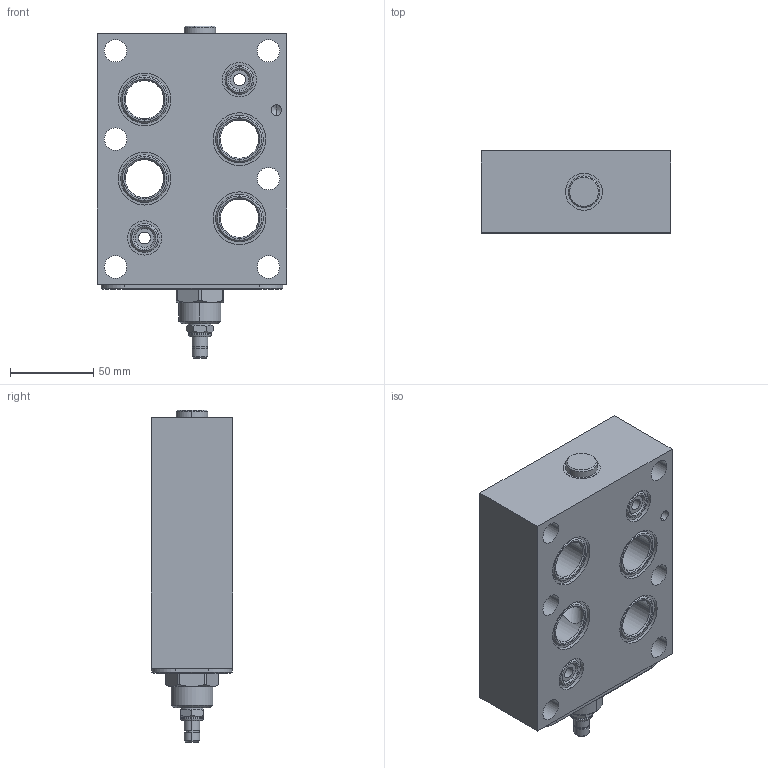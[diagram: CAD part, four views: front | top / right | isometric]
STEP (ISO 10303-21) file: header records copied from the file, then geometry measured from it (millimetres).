
FILE_DESCRIPTION((''),'2;1');
FILE_NAME('MANIFOLD_STP1_ASM','2009-07-21T',('Administrator'),(''),'PRO/ENGINEER BY PARAMETRIC TECHNOLOGY CORPORATION, 2006240','PRO/ENGINEER BY PARAMETRIC TECHNOLOGY CORPORATION, 2006240','');
FILE_SCHEMA(('CONFIG_CONTROL_DESIGN'));
Length unit declared in the file: inch
Products named in the file (3): 152593003B_PRT; RPGCLAN-CDA-T_CART_PRT; MANIFOLD_STP1_ASM
Assembly tree (2 placements, depth 2):
  MANIFOLD_STP1_ASM
    152593003B_PRT
    RPGCLAN-CDA-T_CART_PRT
Bounding box: 114.3 x 49.23 x 199.85 mm (x, y, z)
Surface area: 110366.1 mm2 (no closed solid volume)
Topology: 0 solids, 10 shells, 337 faces, 796 edges, 486 vertices
Faces by surface type: cylinder 137, cone 87, plane 68, torus 41, sphere 4
Entity records: 10760 total; most frequent: CARTESIAN_POINT 2676, DIRECTION 1851, ORIENTED_EDGE 1552, AXIS2_PLACEMENT_3D 790, EDGE_CURVE 784, VERTEX_POINT 486, CIRCLE 448, EDGE_LOOP 399
